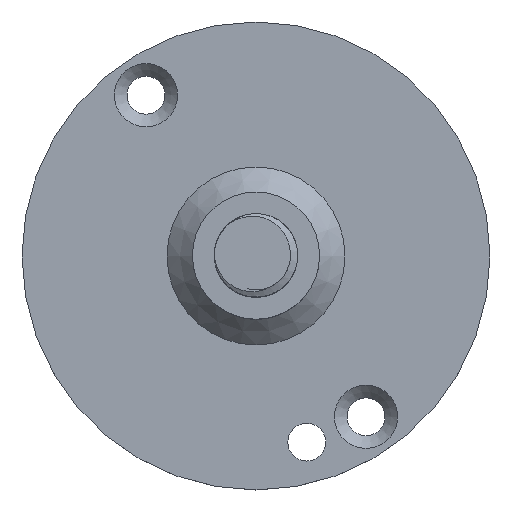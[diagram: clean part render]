
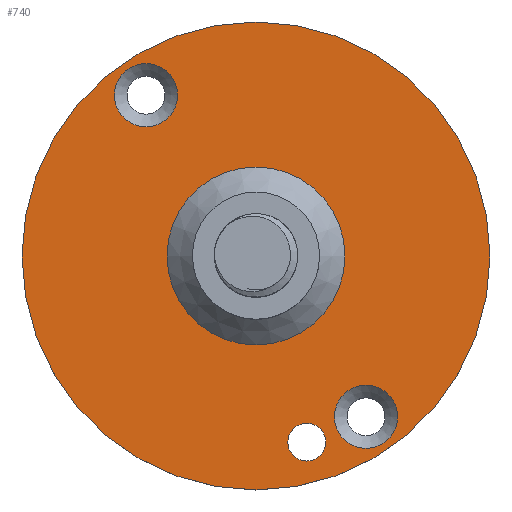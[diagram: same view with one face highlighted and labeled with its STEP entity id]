
A CAD part, top view. The second image highlights one B-rep face of the part: STEP entity #740.
In plain terms, the highlighted planar face has unit normal (0, 0, 1).
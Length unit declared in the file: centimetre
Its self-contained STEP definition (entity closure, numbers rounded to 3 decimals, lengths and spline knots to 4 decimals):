
#17=FACE_BOUND('',#102,.T.);
#18=FACE_BOUND('',#103,.T.);
#19=FACE_BOUND('',#104,.T.);
#20=FACE_BOUND('',#105,.T.);
#25=PLANE('',#801);
#59=FACE_OUTER_BOUND('',#101,.T.);
#101=EDGE_LOOP('',(#565));
#102=EDGE_LOOP('',(#566));
#103=EDGE_LOOP('',(#567));
#104=EDGE_LOOP('',(#568));
#105=EDGE_LOOP('',(#569));
#128=CIRCLE('',#800,1.0513);
#129=CIRCLE('',#802,2.765);
#130=CIRCLE('',#803,0.3736);
#131=CIRCLE('',#804,0.2236);
#132=CIRCLE('',#805,0.3736);
#328=VERTEX_POINT('',#2500);
#329=VERTEX_POINT('',#2504);
#330=VERTEX_POINT('',#2506);
#331=VERTEX_POINT('',#2508);
#332=VERTEX_POINT('',#2510);
#427=EDGE_CURVE('',#328,#328,#128,.T.);
#428=EDGE_CURVE('',#329,#329,#129,.T.);
#429=EDGE_CURVE('',#330,#330,#130,.T.);
#430=EDGE_CURVE('',#331,#331,#131,.T.);
#431=EDGE_CURVE('',#332,#332,#132,.T.);
#565=ORIENTED_EDGE('',*,*,#428,.T.);
#566=ORIENTED_EDGE('',*,*,#429,.F.);
#567=ORIENTED_EDGE('',*,*,#430,.T.);
#568=ORIENTED_EDGE('',*,*,#431,.F.);
#569=ORIENTED_EDGE('',*,*,#427,.F.);
#740=ADVANCED_FACE('',(#59,#17,#18,#19,#20),#25,.T.);
#800=AXIS2_PLACEMENT_3D('',#2502,#919,#920);
#801=AXIS2_PLACEMENT_3D('',#2503,#921,#922);
#802=AXIS2_PLACEMENT_3D('',#2505,#923,#924);
#803=AXIS2_PLACEMENT_3D('',#2507,#925,#926);
#804=AXIS2_PLACEMENT_3D('',#2509,#927,#928);
#805=AXIS2_PLACEMENT_3D('',#2511,#929,#930);
#919=DIRECTION('center_axis',(0.,0.,1.));
#920=DIRECTION('ref_axis',(1.,0.,0.));
#921=DIRECTION('center_axis',(0.,0.,1.));
#922=DIRECTION('ref_axis',(1.,0.,0.));
#923=DIRECTION('center_axis',(0.,0.,1.));
#924=DIRECTION('ref_axis',(1.,0.,0.));
#925=DIRECTION('center_axis',(0.,0.,1.));
#926=DIRECTION('ref_axis',(1.,0.,0.));
#927=DIRECTION('center_axis',(0.,0.,-1.));
#928=DIRECTION('ref_axis',(1.,0.,0.));
#929=DIRECTION('center_axis',(0.,0.,1.));
#930=DIRECTION('ref_axis',(1.,0.,0.));
#2500=CARTESIAN_POINT('',(-1.0513,0.,0.3));
#2502=CARTESIAN_POINT('Origin',(0.,0.,0.3));
#2503=CARTESIAN_POINT('Origin',(0.,0.,0.3));
#2504=CARTESIAN_POINT('',(-2.765,0.,0.3));
#2505=CARTESIAN_POINT('Origin',(0.,0.,0.3));
#2506=CARTESIAN_POINT('',(0.9264,-1.9,0.3));
#2507=CARTESIAN_POINT('Origin',(1.3,-1.9,0.3));
#2508=CARTESIAN_POINT('',(0.3764,-2.2,0.3));
#2509=CARTESIAN_POINT('Origin',(0.6,-2.2,0.3));
#2510=CARTESIAN_POINT('',(-1.6736,1.9,0.3));
#2511=CARTESIAN_POINT('Origin',(-1.3,1.9,0.3));
